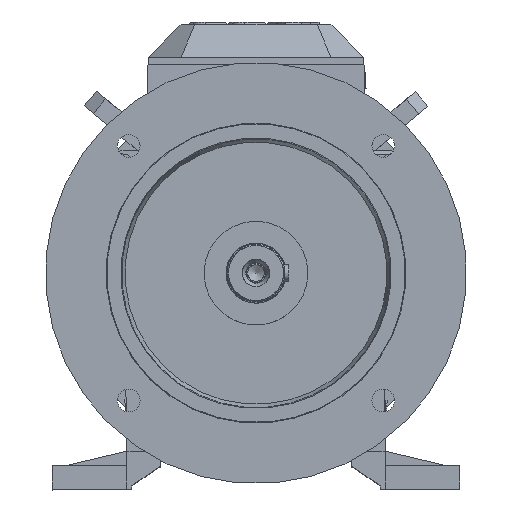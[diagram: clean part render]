
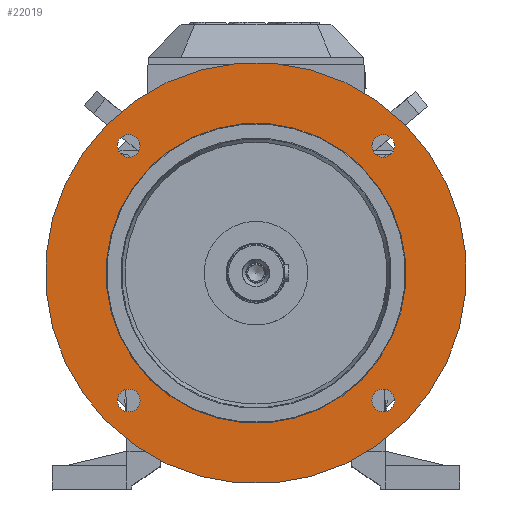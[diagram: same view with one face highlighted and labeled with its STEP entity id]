
A CAD part, top view. The second image highlights one B-rep face of the part: STEP entity #22019.
In plain terms, the highlighted planar face has unit normal (0, 0, 1).
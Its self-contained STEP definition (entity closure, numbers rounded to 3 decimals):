
#14266=FACE_BOUND('',#25662,.T.);
#14267=FACE_BOUND('',#25663,.T.);
#14268=FACE_BOUND('',#25664,.T.);
#14269=FACE_BOUND('',#25665,.T.);
#14270=FACE_BOUND('',#25666,.T.);
#14271=FACE_BOUND('',#25667,.T.);
#22019=ADVANCED_FACE('F2121',(#14266,#14267,#14268,#14269,#14270,#14271),
#22962,.T.);
#22962=PLANE('',#46278);
#25662=EDGE_LOOP('',(#31367));
#25663=EDGE_LOOP('',(#31368));
#25664=EDGE_LOOP('',(#31369));
#25665=EDGE_LOOP('',(#31370));
#25666=EDGE_LOOP('',(#31371));
#25667=EDGE_LOOP('',(#31372));
#31367=ORIENTED_EDGE('',*,*,#43258,.F.);
#31368=ORIENTED_EDGE('',*,*,#43259,.T.);
#31369=ORIENTED_EDGE('',*,*,#43256,.T.);
#31370=ORIENTED_EDGE('',*,*,#43253,.T.);
#31371=ORIENTED_EDGE('',*,*,#43251,.T.);
#31372=ORIENTED_EDGE('',*,*,#43248,.T.);
#37684=VERTEX_POINT('',#85363);
#37685=VERTEX_POINT('',#85367);
#37687=VERTEX_POINT('',#85373);
#37689=VERTEX_POINT('',#85379);
#37691=VERTEX_POINT('',#85385);
#37692=VERTEX_POINT('',#85387);
#43248=EDGE_CURVE('E2727',#37684,#37684,#44510,.T.);
#43251=EDGE_CURVE('E11',#37685,#37685,#44512,.T.);
#43253=EDGE_CURVE('E3838',#37687,#37687,#44513,.T.);
#43256=EDGE_CURVE('E3939',#37689,#37689,#44515,.T.);
#43258=EDGE_CURVE('E2525',#37691,#37691,#44517,.T.);
#43259=EDGE_CURVE('E4040',#37692,#37692,#44518,.T.);
#44510=CIRCLE('',#46265,125.);
#44512=CIRCLE('',#46268,9.5);
#44513=CIRCLE('',#46270,9.5);
#44515=CIRCLE('',#46273,9.5);
#44517=CIRCLE('',#46276,175.524);
#44518=CIRCLE('',#46277,9.5);
#46265=AXIS2_PLACEMENT_3D('',#85364,#52494,#52495);
#46268=AXIS2_PLACEMENT_3D('',#85370,#52501,#52502);
#46270=AXIS2_PLACEMENT_3D('',#85375,#52506,#52507);
#46273=AXIS2_PLACEMENT_3D('',#85381,#52513,#52514);
#46276=AXIS2_PLACEMENT_3D('',#85384,#52519,#52520);
#46277=AXIS2_PLACEMENT_3D('',#85386,#52521,#52522);
#46278=AXIS2_PLACEMENT_3D('',#85388,#52523,#52524);
#52494=DIRECTION('',(0.,0.,-1.));
#52495=DIRECTION('',(-1.,0.,0.));
#52501=DIRECTION('',(0.,0.,-1.));
#52502=DIRECTION('',(-1.,0.,0.));
#52506=DIRECTION('',(0.,0.,-1.));
#52507=DIRECTION('',(-1.,0.,0.));
#52513=DIRECTION('',(0.,0.,-1.));
#52514=DIRECTION('',(-1.,0.,0.));
#52519=DIRECTION('',(0.,0.,-1.));
#52520=DIRECTION('',(-1.,0.,0.));
#52521=DIRECTION('',(0.,0.,-1.));
#52522=DIRECTION('',(-1.,0.,0.));
#52523=DIRECTION('',(0.,0.,1.));
#52524=DIRECTION('',(1.,0.,0.));
#85363=CARTESIAN_POINT('',(88.388,88.388,79.));
#85364=CARTESIAN_POINT('',(0.,0.,79.));
#85367=CARTESIAN_POINT('',(115.566,106.066,79.));
#85370=CARTESIAN_POINT('',(106.066,106.066,79.));
#85373=CARTESIAN_POINT('',(-106.066,115.566,79.));
#85375=CARTESIAN_POINT('',(-106.066,106.066,79.));
#85379=CARTESIAN_POINT('',(-115.566,-106.066,79.));
#85381=CARTESIAN_POINT('',(-106.066,-106.066,79.));
#85384=CARTESIAN_POINT('',(0.,0.,79.));
#85385=CARTESIAN_POINT('',(124.114,124.114,79.));
#85386=CARTESIAN_POINT('',(106.066,-106.066,79.));
#85387=CARTESIAN_POINT('',(106.066,-115.566,79.));
#85388=CARTESIAN_POINT('',(-193.076,-193.076,79.));
